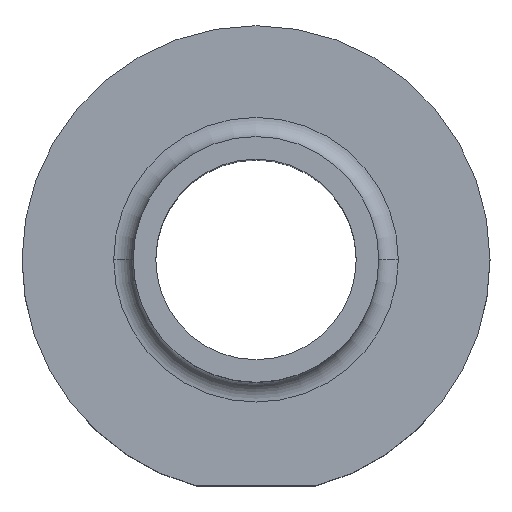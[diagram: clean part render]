
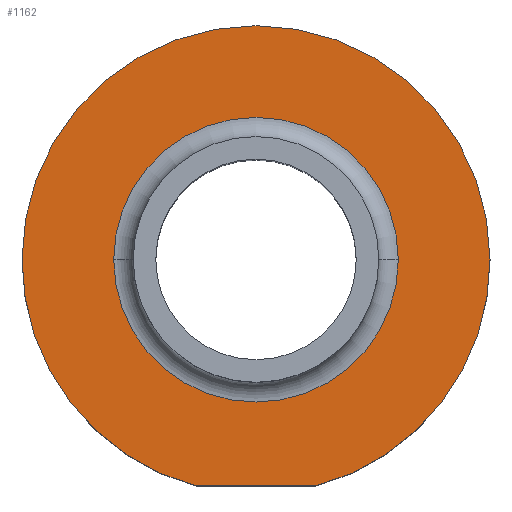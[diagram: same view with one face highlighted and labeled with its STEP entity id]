
A CAD part, top view. The second image highlights one B-rep face of the part: STEP entity #1162.
In plain terms, the highlighted planar face has unit normal (0, 0, 1).
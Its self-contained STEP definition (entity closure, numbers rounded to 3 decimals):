
#18 = ORIENTED_EDGE ( 'NONE', *, *, #694, .T. ) ;
#22 = EDGE_CURVE ( 'NONE', #859, #223, #1221, .T. ) ;
#32 = EDGE_CURVE ( 'NONE', #598, #332, #714, .T. ) ;
#52 = CARTESIAN_POINT ( 'NONE',  ( 15.362, -58., 25. ) ) ;
#77 = CARTESIAN_POINT ( 'NONE',  ( -15.362, -58., 25. ) ) ;
#83 = ORIENTED_EDGE ( 'NONE', *, *, #325, .F. ) ;
#134 = DIRECTION ( 'NONE',  ( 0., 0., 1. ) ) ;
#159 = VERTEX_POINT ( 'NONE', #52 ) ;
#187 = PLANE ( 'NONE',  #816 ) ;
#223 = VERTEX_POINT ( 'NONE', #1096 ) ;
#260 = FACE_OUTER_BOUND ( 'NONE', #1022, .T. ) ;
#297 = ORIENTED_EDGE ( 'NONE', *, *, #523, .T. ) ;
#325 = EDGE_CURVE ( 'NONE', #159, #332, #1183, .T. ) ;
#332 = VERTEX_POINT ( 'NONE', #77 ) ;
#334 = DIRECTION ( 'NONE',  ( 0., 0., -1. ) ) ;
#335 = CARTESIAN_POINT ( 'NONE',  ( 0., 0., 25. ) ) ;
#358 = CARTESIAN_POINT ( 'NONE',  ( -60., 0., 25. ) ) ;
#382 = CARTESIAN_POINT ( 'NONE',  ( 0., 0., 25. ) ) ;
#421 = DIRECTION ( 'NONE',  ( 1., 0., 0. ) ) ;
#448 = ORIENTED_EDGE ( 'NONE', *, *, #32, .T. ) ;
#464 = DIRECTION ( 'NONE',  ( 1., 0., 0. ) ) ;
#471 = CARTESIAN_POINT ( 'NONE',  ( 0., 0., 25. ) ) ;
#495 = ORIENTED_EDGE ( 'NONE', *, *, #22, .T. ) ;
#523 = EDGE_CURVE ( 'NONE', #223, #859, #1120, .T. ) ;
#524 = CARTESIAN_POINT ( 'NONE',  ( 0., 0., 25. ) ) ;
#554 = AXIS2_PLACEMENT_3D ( 'NONE', #471, #1154, #570 ) ;
#570 = DIRECTION ( 'NONE',  ( 1., 0., 0. ) ) ;
#590 = CARTESIAN_POINT ( 'NONE',  ( -36.5, 0., 25. ) ) ;
#598 = VERTEX_POINT ( 'NONE', #358 ) ;
#613 = DIRECTION ( 'NONE',  ( 1., 0., 0. ) ) ;
#642 = VECTOR ( 'NONE', #737, 1000. ) ;
#684 = AXIS2_PLACEMENT_3D ( 'NONE', #893, #334, #995 ) ;
#691 = CARTESIAN_POINT ( 'NONE',  ( 0., 0., 25. ) ) ;
#694 = EDGE_CURVE ( 'NONE', #159, #783, #1213, .T. ) ;
#714 = CIRCLE ( 'NONE', #1056, 60. ) ;
#737 = DIRECTION ( 'NONE',  ( -1., 0., 0. ) ) ;
#753 = CIRCLE ( 'NONE', #554, 60. ) ;
#783 = VERTEX_POINT ( 'NONE', #878 ) ;
#799 = DIRECTION ( 'NONE',  ( 1., 0., 0. ) ) ;
#816 = AXIS2_PLACEMENT_3D ( 'NONE', #382, #1049, #464 ) ;
#819 = EDGE_LOOP ( 'NONE', ( #297, #495 ) ) ;
#859 = VERTEX_POINT ( 'NONE', #590 ) ;
#878 = CARTESIAN_POINT ( 'NONE',  ( 60., 0., 25. ) ) ;
#893 = CARTESIAN_POINT ( 'NONE',  ( 0., 0., 25. ) ) ;
#991 = FACE_BOUND ( 'NONE', #819, .T. ) ;
#995 = DIRECTION ( 'NONE',  ( 1., 0., 0. ) ) ;
#996 = DIRECTION ( 'NONE',  ( 0., 0., -1. ) ) ;
#1003 = AXIS2_PLACEMENT_3D ( 'NONE', #524, #1212, #613 ) ;
#1022 = EDGE_LOOP ( 'NONE', ( #83, #18, #1117, #448 ) ) ;
#1049 = DIRECTION ( 'NONE',  ( 0., 0., 1. ) ) ;
#1056 = AXIS2_PLACEMENT_3D ( 'NONE', #691, #134, #799 ) ;
#1096 = CARTESIAN_POINT ( 'NONE',  ( 36.5, 0., 25. ) ) ;
#1107 = AXIS2_PLACEMENT_3D ( 'NONE', #335, #996, #421 ) ;
#1117 = ORIENTED_EDGE ( 'NONE', *, *, #1128, .T. ) ;
#1120 = CIRCLE ( 'NONE', #684, 36.5 ) ;
#1128 = EDGE_CURVE ( 'NONE', #783, #598, #753, .T. ) ;
#1134 = CARTESIAN_POINT ( 'NONE',  ( 0., -58., 25. ) ) ;
#1154 = DIRECTION ( 'NONE',  ( 0., 0., 1. ) ) ;
#1162 = ADVANCED_FACE ( 'NONE', ( #991, #260 ), #187, .T. ) ;
#1183 = LINE ( 'NONE', #1134, #642 ) ;
#1212 = DIRECTION ( 'NONE',  ( 0., 0., 1. ) ) ;
#1213 = CIRCLE ( 'NONE', #1003, 60. ) ;
#1221 = CIRCLE ( 'NONE', #1107, 36.5 ) ;
